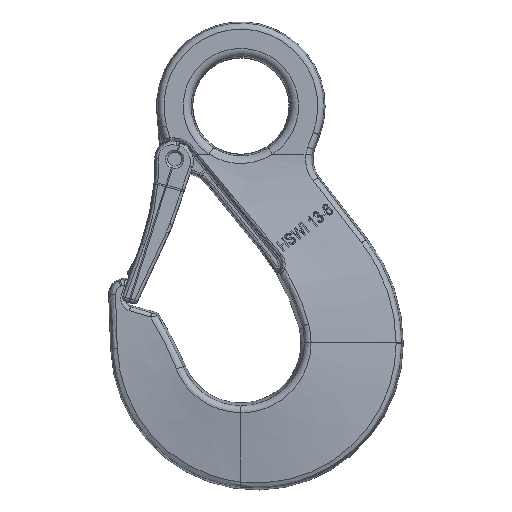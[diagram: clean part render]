
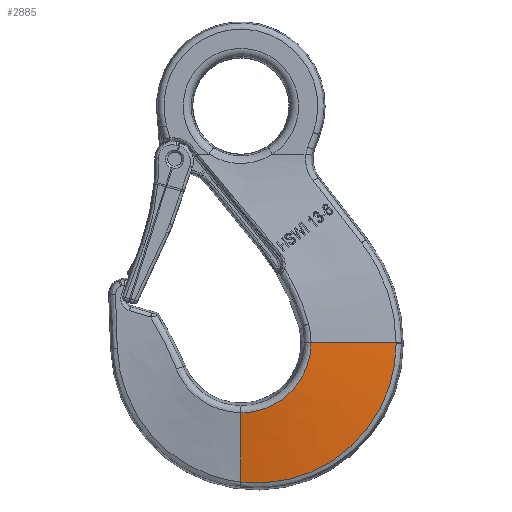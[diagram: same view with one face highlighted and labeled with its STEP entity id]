
A CAD part, top view. The second image highlights one B-rep face of the part: STEP entity #2885.
In plain terms, the highlighted free-form (B-spline) face has degree [1, 3] with [2, 25] control points.
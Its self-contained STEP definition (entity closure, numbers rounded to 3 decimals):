
#752=FACE_OUTER_BOUND('',#3710,.T.);
#2885=ADVANCED_FACE('',(#752),#3594,.F.);
#3594=B_SPLINE_SURFACE_WITH_KNOTS('',1,3,((#19119,#19120,#19121,#19122,
#19123,#19124,#19125,#19126,#19127,#19128,#19129,#19130,#19131,#19132,#19133,
#19134,#19135,#19136,#19137,#19138,#19139,#19140,#19141,#19142,#19143),
(#19144,#19145,#19146,#19147,#19148,#19149,#19150,#19151,#19152,#19153,
#19154,#19155,#19156,#19157,#19158,#19159,#19160,#19161,#19162,#19163,#19164,
#19165,#19166,#19167,#19168)),.UNSPECIFIED.,.F.,.F.,.F.,(2,2),(4,1,1,1,
1,1,1,1,1,1,1,1,1,1,1,1,1,1,1,1,1,1,4),(0.,1.),(0.,0.063,0.125,0.188,
0.219,0.25,0.281,0.297,0.313,0.375,0.438,0.5,0.563,0.625,0.688,
0.75,0.813,0.875,0.906,0.914,0.922,0.938,1.),.UNSPECIFIED.);
#3710=EDGE_LOOP('',(#4665,#4666,#4667,#4668,#4669));
#4665=ORIENTED_EDGE('',*,*,#8992,.F.);
#4666=ORIENTED_EDGE('',*,*,#9111,.T.);
#4667=ORIENTED_EDGE('',*,*,#9011,.T.);
#4668=ORIENTED_EDGE('',*,*,#9112,.T.);
#4669=ORIENTED_EDGE('',*,*,#9113,.T.);
#7978=VERTEX_POINT('',#15551);
#7979=VERTEX_POINT('',#15556);
#7997=VERTEX_POINT('',#15711);
#7998=VERTEX_POINT('',#15714);
#8081=VERTEX_POINT('',#19111);
#8992=EDGE_CURVE('',#7978,#7979,#10716,.T.);
#9011=EDGE_CURVE('',#7998,#7997,#10729,.T.);
#9111=EDGE_CURVE('',#7978,#7998,#10773,.T.);
#9112=EDGE_CURVE('',#7997,#8081,#10774,.T.);
#9113=EDGE_CURVE('',#8081,#7979,#10775,.T.);
#10716=B_SPLINE_CURVE_WITH_KNOTS('',3,(#15552,#15553,#15554,#15555),
 .UNSPECIFIED.,.F.,.F.,(4,4),(0.,1.),.UNSPECIFIED.);
#10729=B_SPLINE_CURVE_WITH_KNOTS('',1,(#15712,#15713),.UNSPECIFIED.,.F.,
 .F.,(2,2),(0.,1.),.UNSPECIFIED.);
#10773=B_SPLINE_CURVE_WITH_KNOTS('',3,(#19079,#19080,#19081,#19082,#19083,
#19084,#19085,#19086,#19087,#19088,#19089,#19090),.UNSPECIFIED.,.F.,.F.,
(4,2,2,2,2,4),(0.,0.25,0.5,0.625,0.75,1.),.UNSPECIFIED.);
#10774=B_SPLINE_CURVE_WITH_KNOTS('',3,(#19091,#19092,#19093,#19094,#19095,
#19096,#19097,#19098,#19099,#19100,#19101,#19102,#19103,#19104,#19105,#19106,
#19107,#19108,#19109,#19110),.UNSPECIFIED.,.F.,.F.,(4,2,2,2,2,2,2,2,2,4),
(0.,0.063,0.125,0.25,0.375,0.5,0.625,0.75,0.875,1.),.UNSPECIFIED.);
#10775=B_SPLINE_CURVE_WITH_KNOTS('',3,(#19112,#19113,#19114,#19115,#19116,
#19117,#19118),.UNSPECIFIED.,.F.,.F.,(4,3,4),(0.,1.,1.),
 .UNSPECIFIED.);
#15551=CARTESIAN_POINT('',(34.992,0.,17.984));
#15552=CARTESIAN_POINT('',(34.992,0.,17.984));
#15553=CARTESIAN_POINT('',(49.127,0.,16.093));
#15554=CARTESIAN_POINT('',(63.263,0.,14.203));
#15555=CARTESIAN_POINT('',(77.398,0.,12.313));
#15556=CARTESIAN_POINT('',(77.398,0.,12.313));
#15711=CARTESIAN_POINT('',(0.,-69.493,11.347));
#15712=CARTESIAN_POINT('',(0.,-34.889,16.543));
#15713=CARTESIAN_POINT('',(0.,-69.493,11.347));
#15714=CARTESIAN_POINT('',(0.,-34.889,16.543));
#19079=CARTESIAN_POINT('',(34.992,0.,17.984));
#19080=CARTESIAN_POINT('',(34.98,-4.586,17.861));
#19081=CARTESIAN_POINT('',(34.05,-9.201,17.825));
#19082=CARTESIAN_POINT('',(30.544,-17.595,17.569));
#19083=CARTESIAN_POINT('',(27.934,-21.486,17.463));
#19084=CARTESIAN_POINT('',(23.094,-26.311,17.3));
#19085=CARTESIAN_POINT('',(21.294,-27.783,17.243));
#19086=CARTESIAN_POINT('',(17.494,-30.312,17.127));
#19087=CARTESIAN_POINT('',(15.487,-31.382,17.067));
#19088=CARTESIAN_POINT('',(9.139,-34.002,16.883));
#19089=CARTESIAN_POINT('',(4.584,-34.903,16.733));
#19090=CARTESIAN_POINT('',(0.,-34.889,16.543));
#19091=CARTESIAN_POINT('',(0.,-69.493,11.347));
#19092=CARTESIAN_POINT('',(2.412,-69.767,11.376));
#19093=CARTESIAN_POINT('',(4.887,-69.917,11.403));
#19094=CARTESIAN_POINT('',(9.752,-69.958,11.456));
#19095=CARTESIAN_POINT('',(12.177,-69.846,11.496));
#19096=CARTESIAN_POINT('',(19.433,-69.142,11.558));
#19097=CARTESIAN_POINT('',(24.297,-68.148,11.589));
#19098=CARTESIAN_POINT('',(33.586,-65.198,11.653));
#19099=CARTESIAN_POINT('',(38.036,-63.254,11.685));
#19100=CARTESIAN_POINT('',(46.544,-58.413,11.749));
#19101=CARTESIAN_POINT('',(50.547,-55.532,11.782));
#19102=CARTESIAN_POINT('',(57.796,-49.069,11.846));
#19103=CARTESIAN_POINT('',(61.113,-45.421,11.877));
#19104=CARTESIAN_POINT('',(66.894,-37.52,11.947));
#19105=CARTESIAN_POINT('',(69.333,-33.32,11.996));
#19106=CARTESIAN_POINT('',(73.316,-24.426,12.1));
#19107=CARTESIAN_POINT('',(74.857,-19.707,12.141));
#19108=CARTESIAN_POINT('',(76.886,-10.201,12.216));
#19109=CARTESIAN_POINT('',(77.404,-5.364,12.244));
#19110=CARTESIAN_POINT('',(77.4,-0.438,12.307));
#19111=CARTESIAN_POINT('',(77.4,-0.438,12.307));
#19112=CARTESIAN_POINT('',(77.4,-0.438,12.307));
#19113=CARTESIAN_POINT('',(77.4,-0.292,12.309));
#19114=CARTESIAN_POINT('',(77.399,-0.146,12.311));
#19115=CARTESIAN_POINT('',(77.398,0.,12.313));
#19116=CARTESIAN_POINT('',(77.398,0.,12.313));
#19117=CARTESIAN_POINT('',(77.398,0.,12.313));
#19118=CARTESIAN_POINT('',(77.398,0.,12.313));
#19119=CARTESIAN_POINT('',(30.,0.,18.651));
#19120=CARTESIAN_POINT('',(30.04,-0.994,18.615));
#19121=CARTESIAN_POINT('',(30.002,-2.978,18.563));
#19122=CARTESIAN_POINT('',(29.624,-5.916,18.498));
#19123=CARTESIAN_POINT('',(29.074,-8.302,18.437));
#19124=CARTESIAN_POINT('',(28.504,-10.157,18.383));
#19125=CARTESIAN_POINT('',(28.016,-11.52,18.335));
#19126=CARTESIAN_POINT('',(27.561,-12.627,18.291));
#19127=CARTESIAN_POINT('',(27.171,-13.496,18.252));
#19128=CARTESIAN_POINT('',(26.546,-14.772,18.203));
#19129=CARTESIAN_POINT('',(25.46,-16.654,18.142));
#19130=CARTESIAN_POINT('',(23.724,-19.045,18.069));
#19131=CARTESIAN_POINT('',(21.718,-21.285,17.994));
#19132=CARTESIAN_POINT('',(19.464,-23.328,17.918));
#19133=CARTESIAN_POINT('',(16.994,-25.138,17.84));
#19134=CARTESIAN_POINT('',(14.345,-26.683,17.762));
#19135=CARTESIAN_POINT('',(11.562,-27.938,17.683));
#19136=CARTESIAN_POINT('',(8.692,-28.892,17.604));
#19137=CARTESIAN_POINT('',(6.268,-29.438,17.534));
#19138=CARTESIAN_POINT('',(4.694,-29.682,17.479));
#19139=CARTESIAN_POINT('',(3.967,-29.783,17.444));
#19140=CARTESIAN_POINT('',(3.483,-29.848,17.416));
#19141=CARTESIAN_POINT('',(2.156,-29.972,17.367));
#19142=CARTESIAN_POINT('',(0.954,-30.014,17.319));
#19143=CARTESIAN_POINT('',(0.,-30.,17.277));
#19144=CARTESIAN_POINT('',(80.999,0.,11.831));
#19145=CARTESIAN_POINT('',(81.013,-2.318,11.802));
#19146=CARTESIAN_POINT('',(80.82,-7.052,11.76));
#19147=CARTESIAN_POINT('',(79.791,-14.349,11.709));
#19148=CARTESIAN_POINT('',(78.268,-20.498,11.661));
#19149=CARTESIAN_POINT('',(76.631,-25.396,11.618));
#19150=CARTESIAN_POINT('',(75.192,-29.039,11.58));
#19151=CARTESIAN_POINT('',(73.818,-32.037,11.546));
#19152=CARTESIAN_POINT('',(72.613,-34.402,11.515));
#19153=CARTESIAN_POINT('',(70.702,-37.915,11.478));
#19154=CARTESIAN_POINT('',(67.446,-43.033,11.431));
#19155=CARTESIAN_POINT('',(62.328,-49.389,11.377));
#19156=CARTESIAN_POINT('',(56.517,-55.147,11.323));
#19157=CARTESIAN_POINT('',(50.124,-60.201,11.269));
#19158=CARTESIAN_POINT('',(43.279,-64.472,11.215));
#19159=CARTESIAN_POINT('',(36.124,-67.912,11.161));
#19160=CARTESIAN_POINT('',(28.803,-70.507,11.108));
#19161=CARTESIAN_POINT('',(21.454,-72.272,11.055));
#19162=CARTESIAN_POINT('',(15.409,-73.086,11.008));
#19163=CARTESIAN_POINT('',(11.564,-73.32,10.97));
#19164=CARTESIAN_POINT('',(9.81,-73.375,10.944));
#19165=CARTESIAN_POINT('',(8.648,-73.398,10.924));
#19166=CARTESIAN_POINT('',(5.425,-73.402,10.889));
#19167=CARTESIAN_POINT('',(2.426,-73.227,10.856));
#19168=CARTESIAN_POINT('',(0.,-72.96,10.826));
